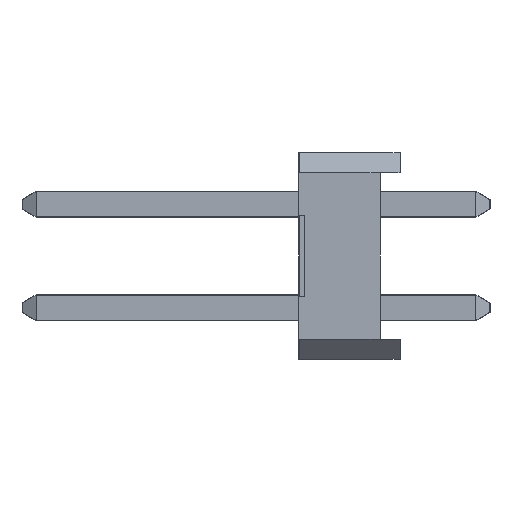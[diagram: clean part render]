
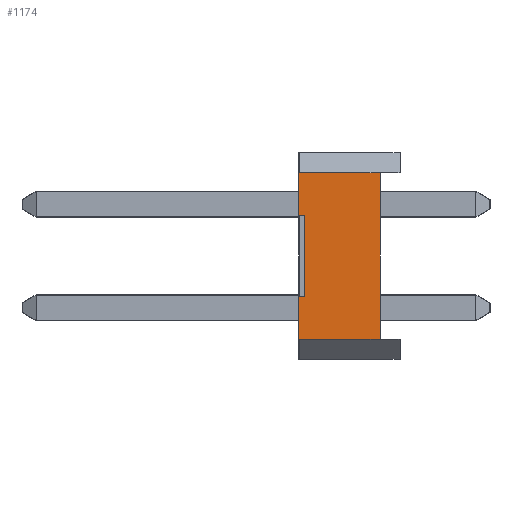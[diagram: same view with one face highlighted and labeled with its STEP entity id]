
A CAD part, left-side view. The second image highlights one B-rep face of the part: STEP entity #1174.
In plain terms, the highlighted planar face has unit normal (-1, 0, 0).
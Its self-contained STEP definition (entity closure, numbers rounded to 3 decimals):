
#17 = EDGE_CURVE ( 'NONE', #2077, #979, #2240, .T. ) ;
#59 = DIRECTION ( 'NONE',  ( -1., 0., 0. ) ) ;
#75 = FACE_OUTER_BOUND ( 'NONE', #273, .T. ) ;
#87 = ORIENTED_EDGE ( 'NONE', *, *, #3142, .F. ) ;
#91 = EDGE_CURVE ( 'NONE', #2068, #2399, #1629, .T. ) ;
#113 = VERTEX_POINT ( 'NONE', #3639 ) ;
#133 = CIRCLE ( 'NONE', #2358, 0.01 ) ;
#157 = DIRECTION ( 'NONE',  ( 0., 0., 1. ) ) ;
#229 = DIRECTION ( 'NONE',  ( 0., 0., 1. ) ) ;
#240 = DIRECTION ( 'NONE',  ( -1., 0., 0. ) ) ;
#273 = EDGE_LOOP ( 'NONE', ( #1462, #2085, #1017, #3777, #405, #87, #2465, #3206, #3310, #3701, #1406, #1623 ) ) ;
#333 = LINE ( 'NONE', #3439, #3350 ) ;
#344 = DIRECTION ( 'NONE',  ( 0., 0., 1. ) ) ;
#389 = CARTESIAN_POINT ( 'NONE',  ( -1.27, 0.5, 2.04 ) ) ;
#405 = ORIENTED_EDGE ( 'NONE', *, *, #3025, .F. ) ;
#424 = DIRECTION ( 'NONE',  ( 0., 0., 1. ) ) ;
#526 = CARTESIAN_POINT ( 'NONE',  ( -1.27, 2.35, -1. ) ) ;
#540 = CARTESIAN_POINT ( 'NONE',  ( -1.27, 2.49, -2.04 ) ) ;
#574 = CARTESIAN_POINT ( 'NONE',  ( -1.27, 2.5, 1.01 ) ) ;
#604 = VERTEX_POINT ( 'NONE', #1281 ) ;
#610 = EDGE_CURVE ( 'NONE', #2077, #935, #3103, .T. ) ;
#626 = AXIS2_PLACEMENT_3D ( 'NONE', #1308, #3212, #966 ) ;
#674 = DIRECTION ( 'NONE',  ( 0., 1., 0. ) ) ;
#714 = VECTOR ( 'NONE', #344, 1000. ) ;
#730 = VERTEX_POINT ( 'NONE', #952 ) ;
#743 = DIRECTION ( 'NONE',  ( 0., 1., 0. ) ) ;
#762 = CARTESIAN_POINT ( 'NONE',  ( -1.27, -4.081, 2.04 ) ) ;
#895 = VECTOR ( 'NONE', #743, 1000. ) ;
#918 = CARTESIAN_POINT ( 'NONE',  ( -1.27, 2.5, 2.04 ) ) ;
#935 = VERTEX_POINT ( 'NONE', #1161 ) ;
#952 = CARTESIAN_POINT ( 'NONE',  ( -1.27, 0.5, -2.04 ) ) ;
#957 = DIRECTION ( 'NONE',  ( 0., 0., 1. ) ) ;
#966 = DIRECTION ( 'NONE',  ( 0., 0., 1. ) ) ;
#979 = VERTEX_POINT ( 'NONE', #2774 ) ;
#1017 = ORIENTED_EDGE ( 'NONE', *, *, #610, .F. ) ;
#1143 = VECTOR ( 'NONE', #1818, 1000. ) ;
#1161 = CARTESIAN_POINT ( 'NONE',  ( -1.27, 2.5, 2.03 ) ) ;
#1174 = ADVANCED_FACE ( 'NONE', ( #75 ), #2839, .T. ) ;
#1202 = CARTESIAN_POINT ( 'NONE',  ( -1.27, 2.35, -1. ) ) ;
#1263 = DIRECTION ( 'NONE',  ( 0., 0., 1. ) ) ;
#1281 = CARTESIAN_POINT ( 'NONE',  ( -1.27, 2.49, 2.04 ) ) ;
#1308 = CARTESIAN_POINT ( 'NONE',  ( -1.27, -4.081, 2.04 ) ) ;
#1406 = ORIENTED_EDGE ( 'NONE', *, *, #2765, .F. ) ;
#1410 = CARTESIAN_POINT ( 'NONE',  ( -1.27, 2.49, -2.03 ) ) ;
#1457 = EDGE_CURVE ( 'NONE', #1717, #2399, #1659, .T. ) ;
#1462 = ORIENTED_EDGE ( 'NONE', *, *, #2037, .T. ) ;
#1505 = CARTESIAN_POINT ( 'NONE',  ( -1.27, 2.5, -2.03 ) ) ;
#1623 = ORIENTED_EDGE ( 'NONE', *, *, #2811, .T. ) ;
#1629 = LINE ( 'NONE', #2154, #3659 ) ;
#1646 = LINE ( 'NONE', #762, #895 ) ;
#1653 = VERTEX_POINT ( 'NONE', #540 ) ;
#1659 = CIRCLE ( 'NONE', #1726, 0.01 ) ;
#1697 = DIRECTION ( 'NONE',  ( -1., 0., 0. ) ) ;
#1713 = VERTEX_POINT ( 'NONE', #1202 ) ;
#1717 = VERTEX_POINT ( 'NONE', #3637 ) ;
#1726 = AXIS2_PLACEMENT_3D ( 'NONE', #3006, #240, #3274 ) ;
#1759 = EDGE_CURVE ( 'NONE', #1713, #1717, #2707, .T. ) ;
#1818 = DIRECTION ( 'NONE',  ( 0., 1., 0. ) ) ;
#1821 = LINE ( 'NONE', #2492, #714 ) ;
#1984 = CIRCLE ( 'NONE', #3031, 0.01 ) ;
#2037 = EDGE_CURVE ( 'NONE', #113, #604, #1646, .T. ) ;
#2068 = VERTEX_POINT ( 'NONE', #1505 ) ;
#2077 = VERTEX_POINT ( 'NONE', #574 ) ;
#2085 = ORIENTED_EDGE ( 'NONE', *, *, #2595, .T. ) ;
#2088 = DIRECTION ( 'NONE',  ( 0., 1., 0. ) ) ;
#2154 = CARTESIAN_POINT ( 'NONE',  ( -1.27, 2.5, 2.04 ) ) ;
#2240 = CIRCLE ( 'NONE', #3794, 0.01 ) ;
#2322 = LINE ( 'NONE', #3641, #3090 ) ;
#2358 = AXIS2_PLACEMENT_3D ( 'NONE', #2950, #3910, #229 ) ;
#2368 = VERTEX_POINT ( 'NONE', #2440 ) ;
#2399 = VERTEX_POINT ( 'NONE', #3208 ) ;
#2440 = CARTESIAN_POINT ( 'NONE',  ( -1.27, 2.35, 1. ) ) ;
#2465 = ORIENTED_EDGE ( 'NONE', *, *, #1759, .T. ) ;
#2492 = CARTESIAN_POINT ( 'NONE',  ( -1.27, 2.35, -1. ) ) ;
#2595 = EDGE_CURVE ( 'NONE', #604, #935, #133, .T. ) ;
#2707 = LINE ( 'NONE', #526, #1143 ) ;
#2765 = EDGE_CURVE ( 'NONE', #730, #1653, #333, .T. ) ;
#2774 = CARTESIAN_POINT ( 'NONE',  ( -1.27, 2.49, 1. ) ) ;
#2811 = EDGE_CURVE ( 'NONE', #730, #113, #3792, .T. ) ;
#2839 = PLANE ( 'NONE',  #626 ) ;
#2919 = CARTESIAN_POINT ( 'NONE',  ( -1.27, 2.49, 1.01 ) ) ;
#2950 = CARTESIAN_POINT ( 'NONE',  ( -1.27, 2.49, 2.03 ) ) ;
#3006 = CARTESIAN_POINT ( 'NONE',  ( -1.27, 2.49, -1.01 ) ) ;
#3011 = VECTOR ( 'NONE', #957, 1000. ) ;
#3025 = EDGE_CURVE ( 'NONE', #2368, #979, #2322, .T. ) ;
#3031 = AXIS2_PLACEMENT_3D ( 'NONE', #1410, #59, #3116 ) ;
#3066 = EDGE_CURVE ( 'NONE', #2068, #1653, #1984, .T. ) ;
#3090 = VECTOR ( 'NONE', #2088, 1000. ) ;
#3103 = LINE ( 'NONE', #918, #3011 ) ;
#3116 = DIRECTION ( 'NONE',  ( 0., 0., 1. ) ) ;
#3142 = EDGE_CURVE ( 'NONE', #1713, #2368, #1821, .T. ) ;
#3206 = ORIENTED_EDGE ( 'NONE', *, *, #1457, .T. ) ;
#3208 = CARTESIAN_POINT ( 'NONE',  ( -1.27, 2.5, -1.01 ) ) ;
#3212 = DIRECTION ( 'NONE',  ( -1., 0., 0. ) ) ;
#3274 = DIRECTION ( 'NONE',  ( 0., 0., 1. ) ) ;
#3310 = ORIENTED_EDGE ( 'NONE', *, *, #91, .F. ) ;
#3350 = VECTOR ( 'NONE', #674, 1000. ) ;
#3439 = CARTESIAN_POINT ( 'NONE',  ( -1.27, -4.081, -2.04 ) ) ;
#3637 = CARTESIAN_POINT ( 'NONE',  ( -1.27, 2.49, -1. ) ) ;
#3639 = CARTESIAN_POINT ( 'NONE',  ( -1.27, 0.5, 2.04 ) ) ;
#3641 = CARTESIAN_POINT ( 'NONE',  ( -1.27, 2.35, 1. ) ) ;
#3659 = VECTOR ( 'NONE', #1263, 1000. ) ;
#3701 = ORIENTED_EDGE ( 'NONE', *, *, #3066, .T. ) ;
#3749 = VECTOR ( 'NONE', #424, 1000. ) ;
#3777 = ORIENTED_EDGE ( 'NONE', *, *, #17, .T. ) ;
#3792 = LINE ( 'NONE', #389, #3749 ) ;
#3794 = AXIS2_PLACEMENT_3D ( 'NONE', #2919, #1697, #157 ) ;
#3910 = DIRECTION ( 'NONE',  ( -1., 0., 0. ) ) ;
